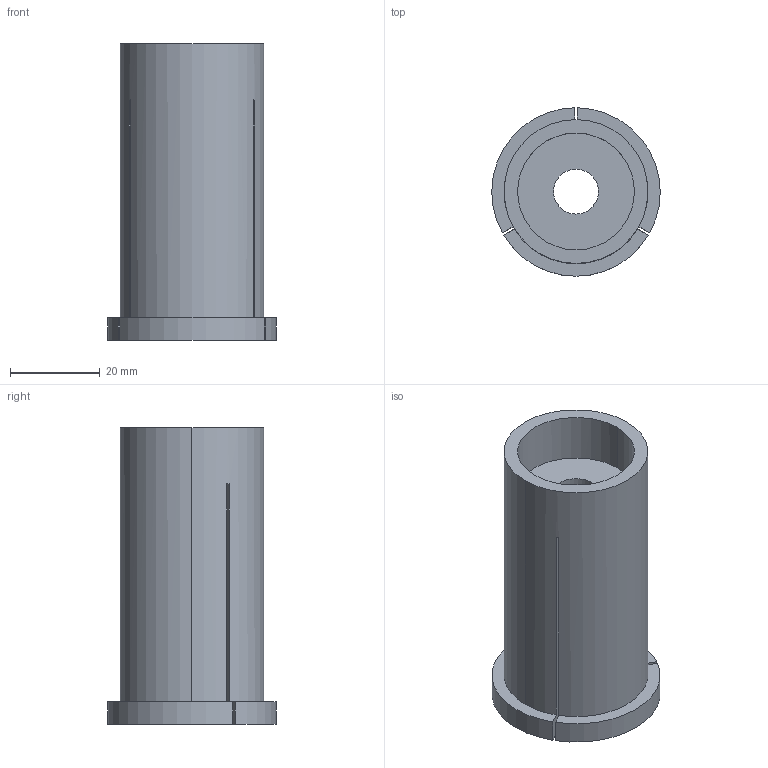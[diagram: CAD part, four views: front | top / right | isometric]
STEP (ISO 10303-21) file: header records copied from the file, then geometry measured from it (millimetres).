
FILE_DESCRIPTION (( 'STEP AP203' ), '1' );
FILE_NAME ('STP-19466-18.STEP', '2019-08-14T07:57:59', ( '' ), ( '' ), 'SwSTEP 2.0', 'SolidWorks 2017', '' );
FILE_SCHEMA (( 'CONFIG_CONTROL_DESIGN' ));
Length unit declared in the file: millimetre
Products named in the file (1): STP-19466-18
Bounding box: 37.5 x 37.5 x 66 mm (x, y, z)
Volume: 35138.3 mm3; surface area: 16159.9 mm2
Topology: 2 solids, 2 shells, 37 faces, 102 edges, 68 vertices
Faces by surface type: cylinder 19, plane 18
Entity records: 1291 total; most frequent: CARTESIAN_POINT 228, DIRECTION 216, ORIENTED_EDGE 204, EDGE_CURVE 102, AXIS2_PLACEMENT_3D 82, VERTEX_POINT 68, VECTOR 52, LINE 52
